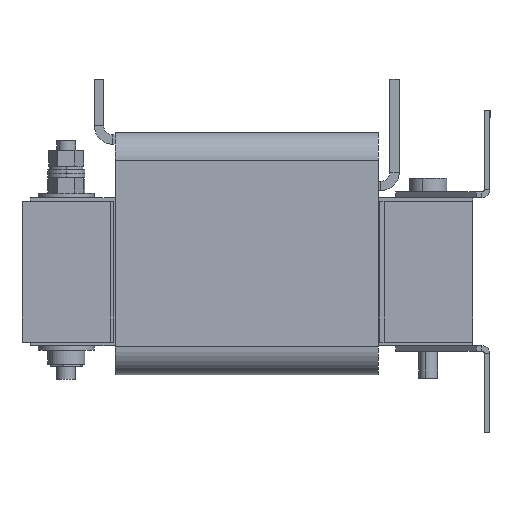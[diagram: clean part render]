
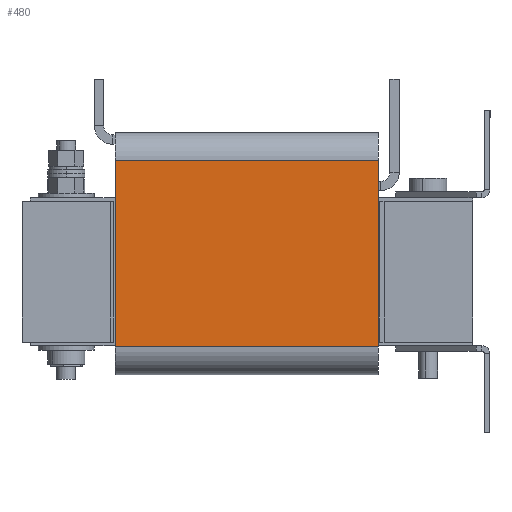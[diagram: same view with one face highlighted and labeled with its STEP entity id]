
A CAD part, left-side view. The second image highlights one B-rep face of the part: STEP entity #480.
In plain terms, the highlighted planar face has unit normal (-1, 0, 0).
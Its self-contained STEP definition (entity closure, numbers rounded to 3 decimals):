
#84 = ORIENTED_EDGE ( 'NONE', *, *, #5603, .F. ) ;
#480 = ADVANCED_FACE ( 'NONE', ( #10871 ), #2361, .T. ) ;
#609 = LINE ( 'NONE', #2441, #2772 ) ;
#788 = CARTESIAN_POINT ( 'NONE',  ( -113., 56.5, 0. ) ) ;
#1472 = DIRECTION ( 'NONE',  ( 0., 0., 1. ) ) ;
#2019 = EDGE_CURVE ( 'NONE', #10118, #8302, #6808, .T. ) ;
#2093 = LINE ( 'NONE', #4891, #11562 ) ;
#2361 = PLANE ( 'NONE',  #9847 ) ;
#2414 = CARTESIAN_POINT ( 'NONE',  ( -113., 56.5, -32.25 ) ) ;
#2441 = CARTESIAN_POINT ( 'NONE',  ( -113., 56.5, 47.75 ) ) ;
#2494 = CARTESIAN_POINT ( 'NONE',  ( -113., -56.5, 0. ) ) ;
#2577 = ORIENTED_EDGE ( 'NONE', *, *, #5271, .T. ) ;
#2772 = VECTOR ( 'NONE', #3358, 1000. ) ;
#3358 = DIRECTION ( 'NONE',  ( 0., -1., 0. ) ) ;
#3693 = VERTEX_POINT ( 'NONE', #2414 ) ;
#4836 = ORIENTED_EDGE ( 'NONE', *, *, #9370, .T. ) ;
#4891 = CARTESIAN_POINT ( 'NONE',  ( -113., 56.5, -32.25 ) ) ;
#5092 = DIRECTION ( 'NONE',  ( 0., 0., -1. ) ) ;
#5226 = DIRECTION ( 'NONE',  ( 0., 0., -1. ) ) ;
#5271 = EDGE_CURVE ( 'NONE', #3693, #8302, #2093, .T. ) ;
#5338 = DIRECTION ( 'NONE',  ( -1., 0., 0. ) ) ;
#5603 = EDGE_CURVE ( 'NONE', #8555, #10118, #609, .T. ) ;
#5826 = LINE ( 'NONE', #9570, #10136 ) ;
#6808 = LINE ( 'NONE', #2494, #7227 ) ;
#7227 = VECTOR ( 'NONE', #5226, 1000. ) ;
#7472 = EDGE_LOOP ( 'NONE', ( #11469, #84, #4836, #2577 ) ) ;
#8302 = VERTEX_POINT ( 'NONE', #9006 ) ;
#8452 = DIRECTION ( 'NONE',  ( 0., -1., 0. ) ) ;
#8555 = VERTEX_POINT ( 'NONE', #9480 ) ;
#9006 = CARTESIAN_POINT ( 'NONE',  ( -113., -56.5, -32.25 ) ) ;
#9193 = CARTESIAN_POINT ( 'NONE',  ( -113., -56.5, 47.75 ) ) ;
#9370 = EDGE_CURVE ( 'NONE', #8555, #3693, #5826, .T. ) ;
#9480 = CARTESIAN_POINT ( 'NONE',  ( -113., 56.5, 47.75 ) ) ;
#9570 = CARTESIAN_POINT ( 'NONE',  ( -113., 56.5, 0. ) ) ;
#9847 = AXIS2_PLACEMENT_3D ( 'NONE', #788, #5338, #1472 ) ;
#10118 = VERTEX_POINT ( 'NONE', #9193 ) ;
#10136 = VECTOR ( 'NONE', #5092, 1000. ) ;
#10871 = FACE_OUTER_BOUND ( 'NONE', #7472, .T. ) ;
#11469 = ORIENTED_EDGE ( 'NONE', *, *, #2019, .F. ) ;
#11562 = VECTOR ( 'NONE', #8452, 1000. ) ;
